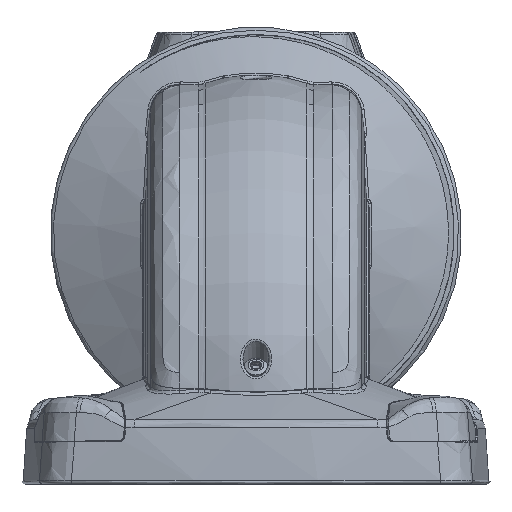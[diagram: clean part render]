
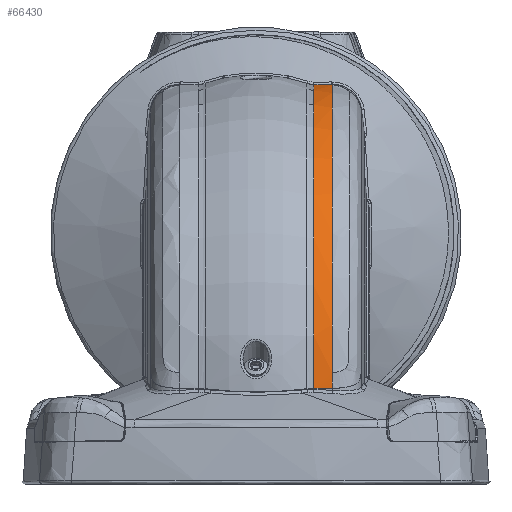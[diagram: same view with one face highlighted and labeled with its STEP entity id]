
A CAD part, front view. The second image highlights one B-rep face of the part: STEP entity #66430.
In plain terms, the highlighted cylindrical face has radius 91.975 mm (diameter 183.949 mm), a partial arc.
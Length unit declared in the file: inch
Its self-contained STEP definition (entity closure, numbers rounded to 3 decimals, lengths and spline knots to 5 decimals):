
#4 = VERTEX_POINT ( 'NONE', #32891 ) ;
#1846 = VERTEX_POINT ( 'NONE', #26445 ) ;
#3612 = CIRCLE ( 'NONE', #23565, 3.62105 ) ;
#4488 = CARTESIAN_POINT ( 'NONE',  ( 0.88868, -4.43586, -1.73074 ) ) ;
#5311 = AXIS2_PLACEMENT_3D ( 'NONE', #42977, #37127, #60991 ) ;
#7490 = EDGE_CURVE ( 'NONE', #75957, #39568, #11540, .T. ) ;
#9239 = DIRECTION ( 'NONE',  ( 0., 1., 0. ) ) ;
#11540 = CIRCLE ( 'NONE', #5311, 3.62105 ) ;
#12407 = VECTOR ( 'NONE', #49281, 39.37008 ) ;
#15287 = ORIENTED_EDGE ( 'NONE', *, *, #55026, .T. ) ;
#15842 = CARTESIAN_POINT ( 'NONE',  ( -0.00018, -0.81585, -1.81727 ) ) ;
#16909 = AXIS2_PLACEMENT_3D ( 'NONE', #35428, #58131, #22969 ) ;
#18217 = DIRECTION ( 'NONE',  ( 0., 1., 0. ) ) ;
#20020 = VECTOR ( 'NONE', #54536, 39.37008 ) ;
#21872 = CARTESIAN_POINT ( 'NONE',  ( 0.88868, -4.42678, -1.5468 ) ) ;
#22242 = CIRCLE ( 'NONE', #40942, 3.62105 ) ;
#22969 = DIRECTION ( 'NONE',  ( 0., -0.014, 1. ) ) ;
#23565 = AXIS2_PLACEMENT_3D ( 'NONE', #42022, #30336, #18217 ) ;
#26445 = CARTESIAN_POINT ( 'NONE',  ( 0.67358, -0.90238, 1.80274 ) ) ;
#27819 = DIRECTION ( 'NONE',  ( 1., 0., 0. ) ) ;
#28253 = ORIENTED_EDGE ( 'NONE', *, *, #7490, .T. ) ;
#28367 = FACE_OUTER_BOUND ( 'NONE', #74458, .T. ) ;
#30336 = DIRECTION ( 'NONE',  ( -1., 0., 0. ) ) ;
#32891 = CARTESIAN_POINT ( 'NONE',  ( 0.88868, -1.08632, 1.79366 ) ) ;
#33177 = CIRCLE ( 'NONE', #16909, 3.62105 ) ;
#33178 = VERTEX_POINT ( 'NONE', #62199 ) ;
#33899 = VERTEX_POINT ( 'NONE', #52836 ) ;
#35428 = CARTESIAN_POINT ( 'NONE',  ( 0.88868, -0.81585, -1.81727 ) ) ;
#37127 = DIRECTION ( 'NONE',  ( -1., 0., 0. ) ) ;
#37180 = CARTESIAN_POINT ( 'NONE',  ( -1.39454, -0.90238, 1.80274 ) ) ;
#38725 = LINE ( 'NONE', #37180, #12407 ) ;
#39568 = VERTEX_POINT ( 'NONE', #21872 ) ;
#40563 = ORIENTED_EDGE ( 'NONE', *, *, #60089, .T. ) ;
#40893 = EDGE_CURVE ( 'NONE', #1846, #33178, #22242, .T. ) ;
#40942 = AXIS2_PLACEMENT_3D ( 'NONE', #75506, #27819, #44605 ) ;
#42022 = CARTESIAN_POINT ( 'NONE',  ( 0.88868, -0.81585, -1.81727 ) ) ;
#42426 = CARTESIAN_POINT ( 'NONE',  ( -1.39454, -4.43586, -1.73074 ) ) ;
#42818 = LINE ( 'NONE', #42426, #20020 ) ;
#42977 = CARTESIAN_POINT ( 'NONE',  ( 0.88868, -0.81585, -1.81727 ) ) ;
#43123 = ORIENTED_EDGE ( 'NONE', *, *, #77064, .T. ) ;
#44605 = DIRECTION ( 'NONE',  ( 0., 1., 0. ) ) ;
#45049 = ORIENTED_EDGE ( 'NONE', *, *, #40893, .T. ) ;
#45159 = DIRECTION ( 'NONE',  ( 1., 0., 0. ) ) ;
#49281 = DIRECTION ( 'NONE',  ( -1., 0., 0. ) ) ;
#51031 = CYLINDRICAL_SURFACE ( 'NONE', #58838, 3.62105 ) ;
#52836 = CARTESIAN_POINT ( 'NONE',  ( 0.88868, -0.90238, 1.80274 ) ) ;
#54059 = ORIENTED_EDGE ( 'NONE', *, *, #54391, .T. ) ;
#54391 = EDGE_CURVE ( 'NONE', #39568, #4, #3612, .T. ) ;
#54536 = DIRECTION ( 'NONE',  ( 1., 0., 0. ) ) ;
#55026 = EDGE_CURVE ( 'NONE', #33899, #1846, #38725, .T. ) ;
#58131 = DIRECTION ( 'NONE',  ( -1., 0., 0. ) ) ;
#58838 = AXIS2_PLACEMENT_3D ( 'NONE', #15842, #45159, #9239 ) ;
#60089 = EDGE_CURVE ( 'NONE', #33178, #75957, #42818, .T. ) ;
#60991 = DIRECTION ( 'NONE',  ( 0., -0.014, 1. ) ) ;
#62199 = CARTESIAN_POINT ( 'NONE',  ( 0.67358, -4.43586, -1.73074 ) ) ;
#66430 = ADVANCED_FACE ( 'NONE', ( #28367 ), #51031, .T. ) ;
#74458 = EDGE_LOOP ( 'NONE', ( #15287, #45049, #40563, #28253, #54059, #43123 ) ) ;
#75506 = CARTESIAN_POINT ( 'NONE',  ( 0.67358, -0.81585, -1.81727 ) ) ;
#75957 = VERTEX_POINT ( 'NONE', #4488 ) ;
#77064 = EDGE_CURVE ( 'NONE', #4, #33899, #33177, .T. ) ;
